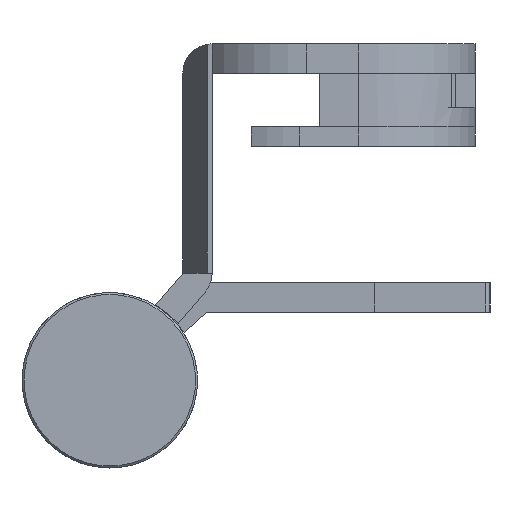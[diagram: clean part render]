
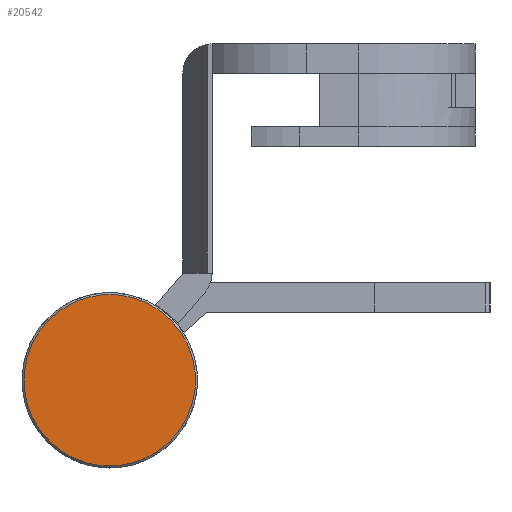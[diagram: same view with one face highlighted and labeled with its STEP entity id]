
A CAD part, left-side view. The second image highlights one B-rep face of the part: STEP entity #20542.
In plain terms, the highlighted face is planar.
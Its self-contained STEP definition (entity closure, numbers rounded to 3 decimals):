
#1200 = VERTEX_POINT ( 'NONE', #6656 ) ;
#4486 = ORIENTED_EDGE ( 'NONE', *, *, #7593, .F. ) ;
#5245 = CARTESIAN_POINT ( 'NONE',  ( 37., 0., -8.8 ) ) ;
#6656 = CARTESIAN_POINT ( 'NONE',  ( 37., 0., 8.8 ) ) ;
#7593 = EDGE_CURVE ( 'NONE', #16569, #1200, #13262, .T. ) ;
#8412 = AXIS2_PLACEMENT_3D ( 'NONE', #11117, #12655, #19249 ) ;
#8794 = AXIS2_PLACEMENT_3D ( 'NONE', #15245, #8973, #17311 ) ;
#8973 = DIRECTION ( 'NONE',  ( -1., 0., 0. ) ) ;
#11117 = CARTESIAN_POINT ( 'NONE',  ( 37., 0., 0. ) ) ;
#11128 = CARTESIAN_POINT ( 'NONE',  ( 37., 8.8, 0. ) ) ;
#11448 = FACE_OUTER_BOUND ( 'NONE', #20564, .T. ) ;
#11866 = EDGE_CURVE ( 'NONE', #1200, #16569, #15352, .T. ) ;
#12655 = DIRECTION ( 'NONE',  ( -1., 0., 0. ) ) ;
#13178 = PLANE ( 'NONE',  #17794 ) ;
#13262 = CIRCLE ( 'NONE', #8412, 8.8 ) ;
#13707 = ORIENTED_EDGE ( 'NONE', *, *, #11866, .F. ) ;
#14583 = DIRECTION ( 'NONE',  ( -1., 0., 0. ) ) ;
#15245 = CARTESIAN_POINT ( 'NONE',  ( 37., 0., 0. ) ) ;
#15352 = CIRCLE ( 'NONE', #8794, 8.8 ) ;
#16569 = VERTEX_POINT ( 'NONE', #5245 ) ;
#17311 = DIRECTION ( 'NONE',  ( 0., 0., 1. ) ) ;
#17794 = AXIS2_PLACEMENT_3D ( 'NONE', #11128, #14583, #21316 ) ;
#19249 = DIRECTION ( 'NONE',  ( 0., 0., 1. ) ) ;
#20542 = ADVANCED_FACE ( 'NONE', ( #11448 ), #13178, .F. ) ;
#20564 = EDGE_LOOP ( 'NONE', ( #13707, #4486 ) ) ;
#21316 = DIRECTION ( 'NONE',  ( 0., 0., 1. ) ) ;
